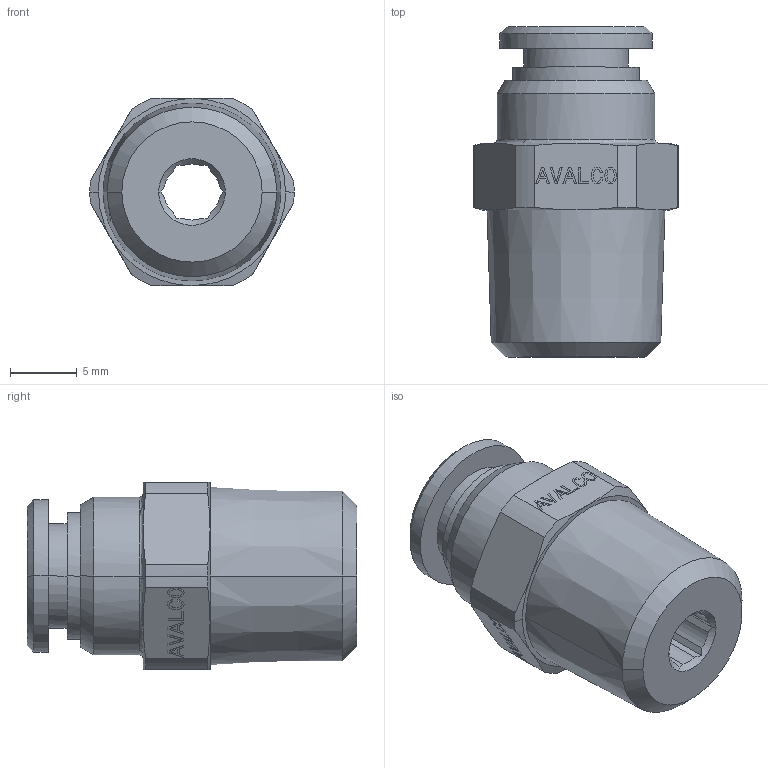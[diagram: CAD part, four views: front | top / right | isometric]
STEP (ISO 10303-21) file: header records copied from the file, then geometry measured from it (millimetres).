
FILE_DESCRIPTION(('CATIA V5 STEP Exchange'),'2;1');
FILE_NAME('PN510B-06R14.stp','2018-04-14T17:45:56+00:00',('none'),('none'),'CATIA Version 5 Release 21 GA (IN-10)','CATIA V5 STEP AP203','none');
FILE_SCHEMA(('CONFIG_CONTROL_DESIGN'));
Length unit declared in the file: millimetre
Products named in the file (1): PN510B-06R14
Bounding box: 15.3 x 24.7 x 14 mm (x, y, z)
Volume: 2459.7 mm3; surface area: 1734.7 mm2
Topology: 1 solids, 1 shells, 419 faces, 1123 edges, 738 vertices
Faces by surface type: plane 361, cone 30, cylinder 24, torus 4
Entity records: 12805 total; most frequent: CARTESIAN_POINT 2689, ORIENTED_EDGE 2246, DIRECTION 1756, EDGE_CURVE 1123, VECTOR 987, LINE 987, VERTEX_POINT 738, EDGE_LOOP 453
